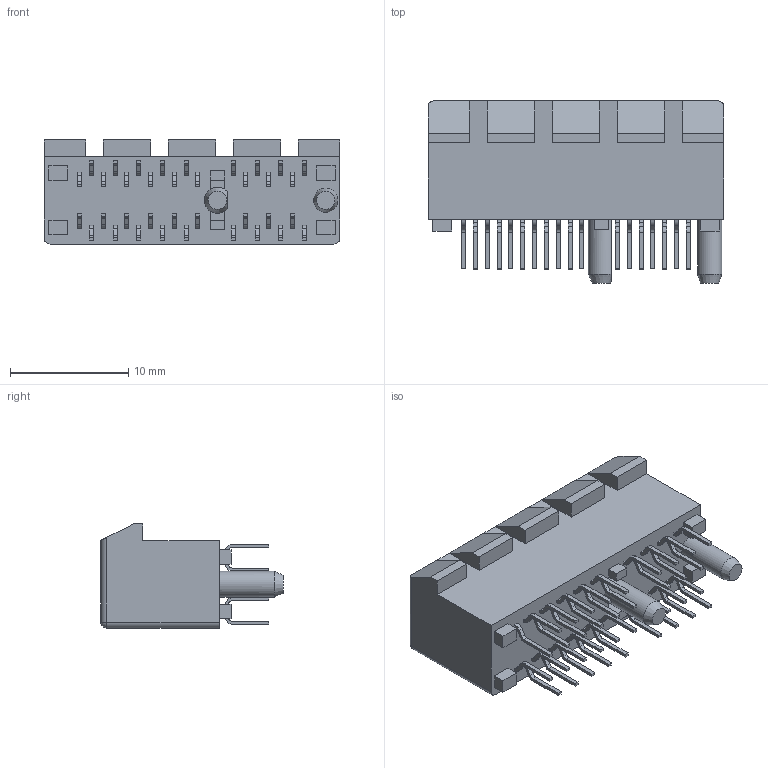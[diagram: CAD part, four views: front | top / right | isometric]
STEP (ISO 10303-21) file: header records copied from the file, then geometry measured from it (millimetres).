
FILE_DESCRIPTION(/* description */ (''),/* implementation_level */ '2;1');
FILE_NAME(/* name */ '10018783-x0xxx_36c.step',/* time_stamp */ '2025-08-05T17:55:20-07:00',/* author */ (''),/* organization */ (''),/* preprocessor_version */ 'ST-DEVELOPER v20.1',/* originating_system */ 'Autodesk Translation Framework v14.10.0.0',/* authorisation */ '');
FILE_SCHEMA (('AUTOMOTIVE_DESIGN { 1 0 10303 214 3 1 1 }'));
Length unit declared in the file: millimetre
Products named in the file (1): 10018783-X0XXX_36P_PROE
Bounding box: 25 x 15.4 x 8.8 mm (x, y, z)
Volume: 1693.6 mm3; surface area: 1862.4 mm2
Topology: 37 solids, 37 shells, 673 faces, 1747 edges, 1156 vertices
Faces by surface type: plane 446, cylinder 223, cone 2, sphere 2
Full cylindrical faces by diameter (mm): 2.05 x1
Entity records: 20701 total; most frequent: CARTESIAN_POINT 3579, DIRECTION 3548, ORIENTED_EDGE 3494, EDGE_CURVE 1747, LINE 1292, VECTOR 1292, VERTEX_POINT 1156, AXIS2_PLACEMENT_3D 1128
